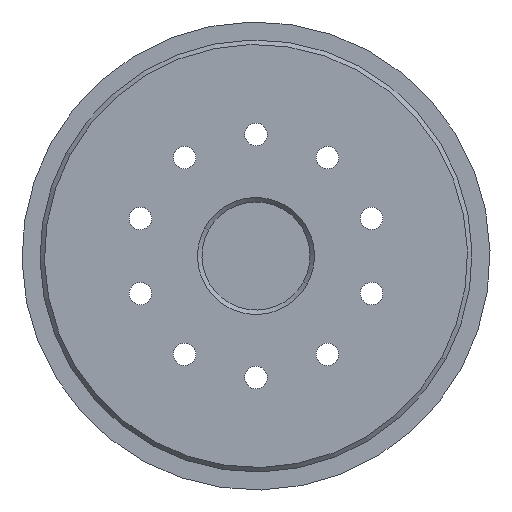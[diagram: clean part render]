
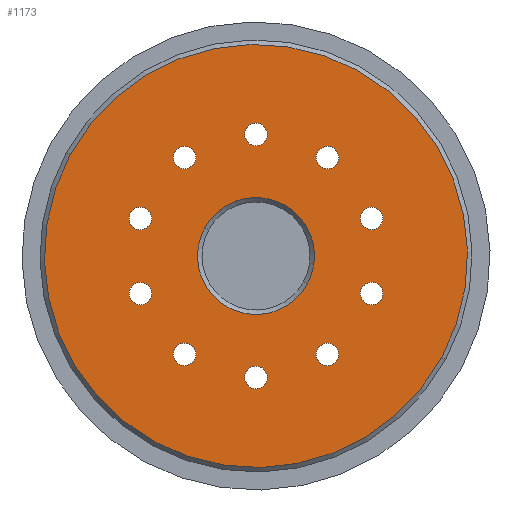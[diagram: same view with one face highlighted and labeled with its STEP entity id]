
A CAD part, left-side view. The second image highlights one B-rep face of the part: STEP entity #1173.
In plain terms, the highlighted planar face has unit normal (-1, 0, 0).
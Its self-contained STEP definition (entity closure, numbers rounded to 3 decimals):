
#61=CARTESIAN_POINT('Vertex',(0.,-1.097,14.099)) ;
#66=CARTESIAN_POINT('Axis2P3D Location',(0.,0.,13.5)) ;
#70=CARTESIAN_POINT('Vertex',(0.,1.097,12.901)) ;
#92=CARTESIAN_POINT('Axis2P3D Location',(0.,0.,13.5)) ;
#788=CARTESIAN_POINT('Vertex',(0.,20.623,11.267)) ;
#795=CARTESIAN_POINT('Vertex',(0.,-20.623,-11.267)) ;
#798=CARTESIAN_POINT('Axis2P3D Location',(0.,0.,0.)) ;
#810=CARTESIAN_POINT('Axis2P3D Location',(0.,0.,0.)) ;
#833=CARTESIAN_POINT('Vertex',(0.,5.704,3.116)) ;
#836=CARTESIAN_POINT('Axis2P3D Location',(0.,0.,0.)) ;
#840=CARTESIAN_POINT('Vertex',(0.,-5.704,-3.116)) ;
#862=CARTESIAN_POINT('Axis2P3D Location',(0.,0.,0.)) ;
#994=CARTESIAN_POINT('Axis2P3D Location',(0.,-6.5,0.)) ;
#1011=CARTESIAN_POINT('Axis2P3D Location',(0.,-7.935,10.922)) ;
#1015=CARTESIAN_POINT('Vertex',(0.,-9.175,10.762)) ;
#1017=CARTESIAN_POINT('Vertex',(0.,-6.695,11.082)) ;
#1020=CARTESIAN_POINT('Axis2P3D Location',(0.,-7.935,10.922)) ;
#1029=CARTESIAN_POINT('Axis2P3D Location',(0.,-12.839,4.172)) ;
#1033=CARTESIAN_POINT('Vertex',(0.,-13.748,3.314)) ;
#1035=CARTESIAN_POINT('Vertex',(0.,-11.93,5.03)) ;
#1038=CARTESIAN_POINT('Axis2P3D Location',(0.,-12.839,4.172)) ;
#1047=CARTESIAN_POINT('Axis2P3D Location',(0.,-12.839,-4.172)) ;
#1051=CARTESIAN_POINT('Vertex',(0.,-13.07,-5.4)) ;
#1053=CARTESIAN_POINT('Vertex',(0.,-12.608,-2.943)) ;
#1056=CARTESIAN_POINT('Axis2P3D Location',(0.,-12.839,-4.172)) ;
#1065=CARTESIAN_POINT('Axis2P3D Location',(0.,-7.935,-10.922)) ;
#1069=CARTESIAN_POINT('Vertex',(0.,-7.4,-12.051)) ;
#1071=CARTESIAN_POINT('Vertex',(0.,-8.47,-9.792)) ;
#1074=CARTESIAN_POINT('Axis2P3D Location',(0.,-7.935,-10.922)) ;
#1083=CARTESIAN_POINT('Axis2P3D Location',(0.,0.,-13.5)) ;
#1087=CARTESIAN_POINT('Vertex',(0.,1.097,-14.099)) ;
#1089=CARTESIAN_POINT('Vertex',(0.,-1.097,-12.901)) ;
#1092=CARTESIAN_POINT('Axis2P3D Location',(0.,0.,-13.5)) ;
#1101=CARTESIAN_POINT('Axis2P3D Location',(0.,7.935,-10.922)) ;
#1105=CARTESIAN_POINT('Vertex',(0.,9.175,-10.762)) ;
#1107=CARTESIAN_POINT('Vertex',(0.,6.695,-11.082)) ;
#1110=CARTESIAN_POINT('Axis2P3D Location',(0.,7.935,-10.922)) ;
#1119=CARTESIAN_POINT('Axis2P3D Location',(0.,12.839,-4.172)) ;
#1123=CARTESIAN_POINT('Vertex',(0.,13.748,-3.314)) ;
#1125=CARTESIAN_POINT('Vertex',(0.,11.93,-5.03)) ;
#1128=CARTESIAN_POINT('Axis2P3D Location',(0.,12.839,-4.172)) ;
#1137=CARTESIAN_POINT('Axis2P3D Location',(0.,12.839,4.172)) ;
#1141=CARTESIAN_POINT('Vertex',(0.,13.07,5.4)) ;
#1143=CARTESIAN_POINT('Vertex',(0.,12.608,2.943)) ;
#1146=CARTESIAN_POINT('Axis2P3D Location',(0.,12.839,4.172)) ;
#1155=CARTESIAN_POINT('Axis2P3D Location',(0.,7.935,10.922)) ;
#1159=CARTESIAN_POINT('Vertex',(0.,7.4,12.051)) ;
#1161=CARTESIAN_POINT('Vertex',(0.,8.47,9.792)) ;
#1164=CARTESIAN_POINT('Axis2P3D Location',(0.,7.935,10.922)) ;
#67=DIRECTION('Axis2P3D Direction',(-1.,0.,-0.)) ;
#93=DIRECTION('Axis2P3D Direction',(-1.,0.,-0.)) ;
#799=DIRECTION('Axis2P3D Direction',(1.,0.,0.)) ;
#811=DIRECTION('Axis2P3D Direction',(1.,0.,0.)) ;
#837=DIRECTION('Axis2P3D Direction',(-1.,0.,0.)) ;
#863=DIRECTION('Axis2P3D Direction',(-1.,0.,0.)) ;
#995=DIRECTION('Axis2P3D Direction',(1.,0.,0.)) ;
#996=DIRECTION('Axis2P3D XDirection',(0.,1.,0.)) ;
#1012=DIRECTION('Axis2P3D Direction',(1.,0.,0.)) ;
#1021=DIRECTION('Axis2P3D Direction',(1.,0.,0.)) ;
#1030=DIRECTION('Axis2P3D Direction',(1.,0.,0.)) ;
#1039=DIRECTION('Axis2P3D Direction',(1.,0.,0.)) ;
#1048=DIRECTION('Axis2P3D Direction',(1.,0.,0.)) ;
#1057=DIRECTION('Axis2P3D Direction',(1.,0.,0.)) ;
#1066=DIRECTION('Axis2P3D Direction',(1.,0.,0.)) ;
#1075=DIRECTION('Axis2P3D Direction',(1.,0.,0.)) ;
#1084=DIRECTION('Axis2P3D Direction',(1.,0.,0.)) ;
#1093=DIRECTION('Axis2P3D Direction',(1.,0.,0.)) ;
#1102=DIRECTION('Axis2P3D Direction',(1.,0.,0.)) ;
#1111=DIRECTION('Axis2P3D Direction',(1.,0.,0.)) ;
#1120=DIRECTION('Axis2P3D Direction',(1.,0.,0.)) ;
#1129=DIRECTION('Axis2P3D Direction',(1.,0.,0.)) ;
#1138=DIRECTION('Axis2P3D Direction',(1.,0.,0.)) ;
#1147=DIRECTION('Axis2P3D Direction',(1.,0.,0.)) ;
#1156=DIRECTION('Axis2P3D Direction',(1.,0.,0.)) ;
#1165=DIRECTION('Axis2P3D Direction',(1.,0.,0.)) ;
#68=AXIS2_PLACEMENT_3D('Circle Axis2P3D',#66,#67,$) ;
#94=AXIS2_PLACEMENT_3D('Circle Axis2P3D',#92,#93,$) ;
#800=AXIS2_PLACEMENT_3D('Circle Axis2P3D',#798,#799,$) ;
#812=AXIS2_PLACEMENT_3D('Circle Axis2P3D',#810,#811,$) ;
#838=AXIS2_PLACEMENT_3D('Circle Axis2P3D',#836,#837,$) ;
#864=AXIS2_PLACEMENT_3D('Circle Axis2P3D',#862,#863,$) ;
#997=AXIS2_PLACEMENT_3D('Plane Axis2P3D',#994,#995,#996) ;
#1013=AXIS2_PLACEMENT_3D('Circle Axis2P3D',#1011,#1012,$) ;
#1022=AXIS2_PLACEMENT_3D('Circle Axis2P3D',#1020,#1021,$) ;
#1031=AXIS2_PLACEMENT_3D('Circle Axis2P3D',#1029,#1030,$) ;
#1040=AXIS2_PLACEMENT_3D('Circle Axis2P3D',#1038,#1039,$) ;
#1049=AXIS2_PLACEMENT_3D('Circle Axis2P3D',#1047,#1048,$) ;
#1058=AXIS2_PLACEMENT_3D('Circle Axis2P3D',#1056,#1057,$) ;
#1067=AXIS2_PLACEMENT_3D('Circle Axis2P3D',#1065,#1066,$) ;
#1076=AXIS2_PLACEMENT_3D('Circle Axis2P3D',#1074,#1075,$) ;
#1085=AXIS2_PLACEMENT_3D('Circle Axis2P3D',#1083,#1084,$) ;
#1094=AXIS2_PLACEMENT_3D('Circle Axis2P3D',#1092,#1093,$) ;
#1103=AXIS2_PLACEMENT_3D('Circle Axis2P3D',#1101,#1102,$) ;
#1112=AXIS2_PLACEMENT_3D('Circle Axis2P3D',#1110,#1111,$) ;
#1121=AXIS2_PLACEMENT_3D('Circle Axis2P3D',#1119,#1120,$) ;
#1130=AXIS2_PLACEMENT_3D('Circle Axis2P3D',#1128,#1129,$) ;
#1139=AXIS2_PLACEMENT_3D('Circle Axis2P3D',#1137,#1138,$) ;
#1148=AXIS2_PLACEMENT_3D('Circle Axis2P3D',#1146,#1147,$) ;
#1157=AXIS2_PLACEMENT_3D('Circle Axis2P3D',#1155,#1156,$) ;
#1166=AXIS2_PLACEMENT_3D('Circle Axis2P3D',#1164,#1165,$) ;
#1000=ORIENTED_EDGE('',*,*,#802,.F.) ;
#1001=ORIENTED_EDGE('',*,*,#814,.F.) ;
#1004=ORIENTED_EDGE('',*,*,#72,.T.) ;
#1005=ORIENTED_EDGE('',*,*,#96,.T.) ;
#1008=ORIENTED_EDGE('',*,*,#866,.T.) ;
#1009=ORIENTED_EDGE('',*,*,#842,.T.) ;
#1026=ORIENTED_EDGE('',*,*,#1019,.T.) ;
#1027=ORIENTED_EDGE('',*,*,#1024,.T.) ;
#1044=ORIENTED_EDGE('',*,*,#1037,.T.) ;
#1045=ORIENTED_EDGE('',*,*,#1042,.T.) ;
#1062=ORIENTED_EDGE('',*,*,#1055,.T.) ;
#1063=ORIENTED_EDGE('',*,*,#1060,.T.) ;
#1080=ORIENTED_EDGE('',*,*,#1073,.T.) ;
#1081=ORIENTED_EDGE('',*,*,#1078,.T.) ;
#1098=ORIENTED_EDGE('',*,*,#1091,.T.) ;
#1099=ORIENTED_EDGE('',*,*,#1096,.T.) ;
#1116=ORIENTED_EDGE('',*,*,#1109,.T.) ;
#1117=ORIENTED_EDGE('',*,*,#1114,.T.) ;
#1134=ORIENTED_EDGE('',*,*,#1127,.T.) ;
#1135=ORIENTED_EDGE('',*,*,#1132,.T.) ;
#1152=ORIENTED_EDGE('',*,*,#1145,.T.) ;
#1153=ORIENTED_EDGE('',*,*,#1150,.T.) ;
#1170=ORIENTED_EDGE('',*,*,#1163,.T.) ;
#1171=ORIENTED_EDGE('',*,*,#1168,.T.) ;
#1006=FACE_BOUND('',#1003,.T.) ;
#1010=FACE_BOUND('',#1007,.T.) ;
#1028=FACE_BOUND('',#1025,.T.) ;
#1046=FACE_BOUND('',#1043,.T.) ;
#1064=FACE_BOUND('',#1061,.T.) ;
#1082=FACE_BOUND('',#1079,.T.) ;
#1100=FACE_BOUND('',#1097,.T.) ;
#1118=FACE_BOUND('',#1115,.T.) ;
#1136=FACE_BOUND('',#1133,.T.) ;
#1154=FACE_BOUND('',#1151,.T.) ;
#1172=FACE_BOUND('',#1169,.T.) ;
#1173=ADVANCED_FACE('Corps principal',(#1002,#1006,#1010,#1028,#1046,#1064,#1082,#1100,#1118,#1136,#1154,#1172),#998,.F.) ;
#69=CIRCLE('generated circle',#68,1.25) ;
#95=CIRCLE('generated circle',#94,1.25) ;
#801=CIRCLE('generated circle',#800,23.5) ;
#813=CIRCLE('generated circle',#812,23.5) ;
#839=CIRCLE('generated circle',#838,6.5) ;
#865=CIRCLE('generated circle',#864,6.5) ;
#1014=CIRCLE('generated circle',#1013,1.25) ;
#1023=CIRCLE('generated circle',#1022,1.25) ;
#1032=CIRCLE('generated circle',#1031,1.25) ;
#1041=CIRCLE('generated circle',#1040,1.25) ;
#1050=CIRCLE('generated circle',#1049,1.25) ;
#1059=CIRCLE('generated circle',#1058,1.25) ;
#1068=CIRCLE('generated circle',#1067,1.25) ;
#1077=CIRCLE('generated circle',#1076,1.25) ;
#1086=CIRCLE('generated circle',#1085,1.25) ;
#1095=CIRCLE('generated circle',#1094,1.25) ;
#1104=CIRCLE('generated circle',#1103,1.25) ;
#1113=CIRCLE('generated circle',#1112,1.25) ;
#1122=CIRCLE('generated circle',#1121,1.25) ;
#1131=CIRCLE('generated circle',#1130,1.25) ;
#1140=CIRCLE('generated circle',#1139,1.25) ;
#1149=CIRCLE('generated circle',#1148,1.25) ;
#1158=CIRCLE('generated circle',#1157,1.25) ;
#1167=CIRCLE('generated circle',#1166,1.25) ;
#72=EDGE_CURVE('',#71,#62,#69,.F.) ;
#96=EDGE_CURVE('',#62,#71,#95,.F.) ;
#802=EDGE_CURVE('',#796,#789,#801,.T.) ;
#814=EDGE_CURVE('',#789,#796,#813,.T.) ;
#842=EDGE_CURVE('',#841,#834,#839,.F.) ;
#866=EDGE_CURVE('',#834,#841,#865,.F.) ;
#1019=EDGE_CURVE('',#1016,#1018,#1014,.T.) ;
#1024=EDGE_CURVE('',#1018,#1016,#1023,.T.) ;
#1037=EDGE_CURVE('',#1034,#1036,#1032,.T.) ;
#1042=EDGE_CURVE('',#1036,#1034,#1041,.T.) ;
#1055=EDGE_CURVE('',#1052,#1054,#1050,.T.) ;
#1060=EDGE_CURVE('',#1054,#1052,#1059,.T.) ;
#1073=EDGE_CURVE('',#1070,#1072,#1068,.T.) ;
#1078=EDGE_CURVE('',#1072,#1070,#1077,.T.) ;
#1091=EDGE_CURVE('',#1088,#1090,#1086,.T.) ;
#1096=EDGE_CURVE('',#1090,#1088,#1095,.T.) ;
#1109=EDGE_CURVE('',#1106,#1108,#1104,.T.) ;
#1114=EDGE_CURVE('',#1108,#1106,#1113,.T.) ;
#1127=EDGE_CURVE('',#1124,#1126,#1122,.T.) ;
#1132=EDGE_CURVE('',#1126,#1124,#1131,.T.) ;
#1145=EDGE_CURVE('',#1142,#1144,#1140,.T.) ;
#1150=EDGE_CURVE('',#1144,#1142,#1149,.T.) ;
#1163=EDGE_CURVE('',#1160,#1162,#1158,.T.) ;
#1168=EDGE_CURVE('',#1162,#1160,#1167,.T.) ;
#999=EDGE_LOOP('',(#1000,#1001)) ;
#1003=EDGE_LOOP('',(#1004,#1005)) ;
#1007=EDGE_LOOP('',(#1008,#1009)) ;
#1025=EDGE_LOOP('',(#1026,#1027)) ;
#1043=EDGE_LOOP('',(#1044,#1045)) ;
#1061=EDGE_LOOP('',(#1062,#1063)) ;
#1079=EDGE_LOOP('',(#1080,#1081)) ;
#1097=EDGE_LOOP('',(#1098,#1099)) ;
#1115=EDGE_LOOP('',(#1116,#1117)) ;
#1133=EDGE_LOOP('',(#1134,#1135)) ;
#1151=EDGE_LOOP('',(#1152,#1153)) ;
#1169=EDGE_LOOP('',(#1170,#1171)) ;
#1002=FACE_OUTER_BOUND('',#999,.T.) ;
#998=PLANE('Plane',#997) ;
#62=VERTEX_POINT('',#61) ;
#71=VERTEX_POINT('',#70) ;
#789=VERTEX_POINT('',#788) ;
#796=VERTEX_POINT('',#795) ;
#834=VERTEX_POINT('',#833) ;
#841=VERTEX_POINT('',#840) ;
#1016=VERTEX_POINT('',#1015) ;
#1018=VERTEX_POINT('',#1017) ;
#1034=VERTEX_POINT('',#1033) ;
#1036=VERTEX_POINT('',#1035) ;
#1052=VERTEX_POINT('',#1051) ;
#1054=VERTEX_POINT('',#1053) ;
#1070=VERTEX_POINT('',#1069) ;
#1072=VERTEX_POINT('',#1071) ;
#1088=VERTEX_POINT('',#1087) ;
#1090=VERTEX_POINT('',#1089) ;
#1106=VERTEX_POINT('',#1105) ;
#1108=VERTEX_POINT('',#1107) ;
#1124=VERTEX_POINT('',#1123) ;
#1126=VERTEX_POINT('',#1125) ;
#1142=VERTEX_POINT('',#1141) ;
#1144=VERTEX_POINT('',#1143) ;
#1160=VERTEX_POINT('',#1159) ;
#1162=VERTEX_POINT('',#1161) ;
